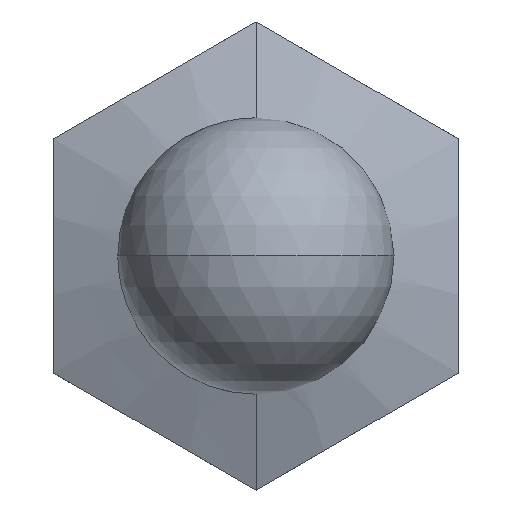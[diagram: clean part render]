
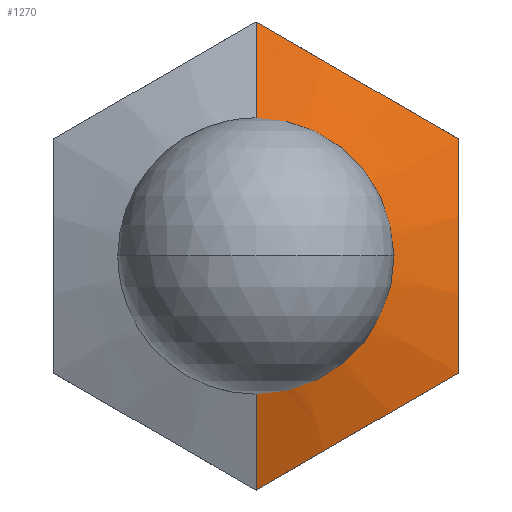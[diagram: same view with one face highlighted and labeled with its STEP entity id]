
A CAD part, front view. The second image highlights one B-rep face of the part: STEP entity #1270.
In plain terms, the highlighted conical face has half-angle 70 degrees and reference radius 12.7 mm.
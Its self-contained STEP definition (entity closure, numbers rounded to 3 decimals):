
#24 = AXIS2_PLACEMENT_3D ( 'NONE', #542, #541, #538 ) ;
#35 = AXIS2_PLACEMENT_3D ( 'NONE', #643, #641, #640 ) ;
#66 = AXIS2_PLACEMENT_3D ( 'NONE', #410, #409, #411 ) ;
#101 = AXIS2_PLACEMENT_3D ( 'NONE', #595, #250, #679 ) ;
#106 = AXIS2_PLACEMENT_3D ( 'NONE', #293, #286, #284 ) ;
#113 = EDGE_CURVE ( 'NONE', #1225, #1123, #1064, .T. ) ;
#115 = EDGE_CURVE ( 'NONE', #1225, #1083, #1310, .T. ) ;
#125 = EDGE_CURVE ( 'NONE', #968, #1094, #908, .T. ) ;
#133 = EDGE_CURVE ( 'NONE', #1094, #1123, #1155, .T. ) ;
#134 = EDGE_CURVE ( 'NONE', #968, #1249, #1182, .T. ) ;
#151 = EDGE_CURVE ( 'NONE', #1199, #1083, #1013, .T. ) ;
#155 = EDGE_CURVE ( 'NONE', #1240, #988, #845, .T. ) ;
#168 = EDGE_CURVE ( 'NONE', #1199, #988, #1290, .T. ) ;
#174 = AXIS2_PLACEMENT_3D ( 'NONE', #245, #241, #238 ) ;
#190 = EDGE_CURVE ( 'NONE', #1240, #1180, #1295, .T. ) ;
#194 = EDGE_CURVE ( 'NONE', #1249, #1180, #1194, .T. ) ;
#219 = CARTESIAN_POINT ( 'NONE',  ( 10.997, -8.061, -6.353 ) ) ;
#225 = CARTESIAN_POINT ( 'NONE',  ( 10.081, -8.254, -6.882 ) ) ;
#231 = CARTESIAN_POINT ( 'NONE',  ( 11., -8.68, -1.049 ) ) ;
#238 = DIRECTION ( 'NONE',  ( 0., 0., 1. ) ) ;
#241 = DIRECTION ( 'NONE',  ( 0., 1., 0. ) ) ;
#244 = CARTESIAN_POINT ( 'NONE',  ( 0.919, -8.254, -12.171 ) ) ;
#245 = CARTESIAN_POINT ( 'NONE',  ( 0., -8.061, 0. ) ) ;
#250 = DIRECTION ( 'NONE',  ( 0., 1., 0. ) ) ;
#251 = CARTESIAN_POINT ( 'NONE',  ( 11., -8.41, -4.231 ) ) ;
#253 = CARTESIAN_POINT ( 'NONE',  ( 5.5, -8.737, -9.526 ) ) ;
#259 = DIRECTION ( 'NONE',  ( 0., 0.342, -0.94 ) ) ;
#263 = CARTESIAN_POINT ( 'NONE',  ( 9.165, -8.41, -7.41 ) ) ;
#284 = DIRECTION ( 'NONE',  ( 0., 0., 1. ) ) ;
#286 = DIRECTION ( 'NONE',  ( 0., 1., 0. ) ) ;
#292 = CARTESIAN_POINT ( 'NONE',  ( 1.835, -8.41, -11.642 ) ) ;
#293 = CARTESIAN_POINT ( 'NONE',  ( 0., -10.5, 0. ) ) ;
#312 = CARTESIAN_POINT ( 'NONE',  ( 0.003, -8.061, -12.7 ) ) ;
#409 = DIRECTION ( 'NONE',  ( 0., 1., 0. ) ) ;
#410 = CARTESIAN_POINT ( 'NONE',  ( 0., -8.061, 0. ) ) ;
#411 = DIRECTION ( 'NONE',  ( 0., 0., 1. ) ) ;
#457 = CARTESIAN_POINT ( 'NONE',  ( 11., -8.061, 6.347 ) ) ;
#462 = CARTESIAN_POINT ( 'NONE',  ( 11., -8.624, -2.109 ) ) ;
#487 = CARTESIAN_POINT ( 'NONE',  ( 11., -8.061, -6.347 ) ) ;
#489 = CARTESIAN_POINT ( 'NONE',  ( 7.332, -8.624, -8.468 ) ) ;
#493 = CARTESIAN_POINT ( 'NONE',  ( 11., -8.253, -5.295 ) ) ;
#507 = CARTESIAN_POINT ( 'NONE',  ( 3.668, -8.624, -10.584 ) ) ;
#515 = CARTESIAN_POINT ( 'NONE',  ( 11., -8.409, 4.238 ) ) ;
#538 = DIRECTION ( 'NONE',  ( 0., 0., 1. ) ) ;
#541 = DIRECTION ( 'NONE',  ( 0., 1., 0. ) ) ;
#542 = CARTESIAN_POINT ( 'NONE',  ( 0., -8.061, 0. ) ) ;
#543 = CARTESIAN_POINT ( 'NONE',  ( 0., -8.061, 12.7 ) ) ;
#549 = CARTESIAN_POINT ( 'NONE',  ( 0.003, -8.061, -12.7 ) ) ;
#550 = CARTESIAN_POINT ( 'NONE',  ( 10.997, -8.061, 6.353 ) ) ;
#556 = CARTESIAN_POINT ( 'NONE',  ( 11., -8.061, -6.347 ) ) ;
#560 = CARTESIAN_POINT ( 'NONE',  ( 0.003, -8.061, 12.7 ) ) ;
#567 = CARTESIAN_POINT ( 'NONE',  ( 0., -10.5, -6. ) ) ;
#568 = CARTESIAN_POINT ( 'NONE',  ( 0., -8.061, -12.7 ) ) ;
#578 = CARTESIAN_POINT ( 'NONE',  ( 10.997, -8.061, -6.353 ) ) ;
#589 = CARTESIAN_POINT ( 'NONE',  ( 0., -10.5, 6. ) ) ;
#593 = CARTESIAN_POINT ( 'NONE',  ( 11., -8.061, 6.347 ) ) ;
#595 = CARTESIAN_POINT ( 'NONE',  ( 0., -8.061, 0. ) ) ;
#599 = CARTESIAN_POINT ( 'NONE',  ( 11., -8.253, 5.294 ) ) ;
#640 = DIRECTION ( 'NONE',  ( 0., 0., 1. ) ) ;
#641 = DIRECTION ( 'NONE',  ( 0., 1., 0. ) ) ;
#643 = CARTESIAN_POINT ( 'NONE',  ( 0., -8.061, 0. ) ) ;
#651 = CARTESIAN_POINT ( 'NONE',  ( 11., -8.68, 1.069 ) ) ;
#669 = CARTESIAN_POINT ( 'NONE',  ( 0.003, -8.061, 12.7 ) ) ;
#670 = CARTESIAN_POINT ( 'NONE',  ( 0.919, -8.254, 12.171 ) ) ;
#677 = CARTESIAN_POINT ( 'NONE',  ( 1.835, -8.41, 11.642 ) ) ;
#679 = DIRECTION ( 'NONE',  ( 0., 0., 1. ) ) ;
#681 = CARTESIAN_POINT ( 'NONE',  ( 3.668, -8.624, 10.584 ) ) ;
#682 = CARTESIAN_POINT ( 'NONE',  ( 5.5, -8.737, 9.526 ) ) ;
#683 = CARTESIAN_POINT ( 'NONE',  ( 7.332, -8.624, 8.468 ) ) ;
#684 = CARTESIAN_POINT ( 'NONE',  ( 10.997, -8.061, 6.353 ) ) ;
#695 = CARTESIAN_POINT ( 'NONE',  ( 9.165, -8.41, 7.41 ) ) ;
#696 = CARTESIAN_POINT ( 'NONE',  ( 10.081, -8.254, 6.882 ) ) ;
#698 = CARTESIAN_POINT ( 'NONE',  ( 0., -8.061, -12.7 ) ) ;
#727 = CARTESIAN_POINT ( 'NONE',  ( 0., -8.061, 12.7 ) ) ;
#735 = DIRECTION ( 'NONE',  ( 0., 0.342, 0.94 ) ) ;
#743 = CARTESIAN_POINT ( 'NONE',  ( 11., -8.623, 2.126 ) ) ;
#771 = ORIENTED_EDGE ( 'NONE', *, *, #168, .T. ) ;
#773 = ORIENTED_EDGE ( 'NONE', *, *, #155, .F. ) ;
#789 = ORIENTED_EDGE ( 'NONE', *, *, #134, .F. ) ;
#839 = VECTOR ( 'NONE', #735, 1000. ) ;
#843 = ORIENTED_EDGE ( 'NONE', *, *, #113, .F. ) ;
#845 = CIRCLE ( 'NONE', #24, 12.7 ) ;
#885 = ORIENTED_EDGE ( 'NONE', *, *, #194, .F. ) ;
#908 = CIRCLE ( 'NONE', #106, 6. ) ;
#968 = VERTEX_POINT ( 'NONE', #589 ) ;
#979 = ORIENTED_EDGE ( 'NONE', *, *, #190, .T. ) ;
#988 = VERTEX_POINT ( 'NONE', #593 ) ;
#1010 = ORIENTED_EDGE ( 'NONE', *, *, #125, .T. ) ;
#1013 = CIRCLE ( 'NONE', #101, 12.7 ) ;
#1030 = VECTOR ( 'NONE', #259, 1000. ) ;
#1058 = CONICAL_SURFACE ( 'NONE', #66, 12.7, 1.222 ) ;
#1064 = CIRCLE ( 'NONE', #174, 12.7 ) ;
#1069 = ORIENTED_EDGE ( 'NONE', *, *, #133, .T. ) ;
#1083 = VERTEX_POINT ( 'NONE', #578 ) ;
#1094 = VERTEX_POINT ( 'NONE', #567 ) ;
#1100 = EDGE_LOOP ( 'NONE', ( #1010, #1069, #843, #1116, #1156, #771, #773, #979, #885, #789 ) ) ;
#1116 = ORIENTED_EDGE ( 'NONE', *, *, #115, .T. ) ;
#1119 = FACE_OUTER_BOUND ( 'NONE', #1100, .T. ) ;
#1123 = VERTEX_POINT ( 'NONE', #568 ) ;
#1155 = LINE ( 'NONE', #698, #1030 ) ;
#1156 = ORIENTED_EDGE ( 'NONE', *, *, #151, .F. ) ;
#1180 = VERTEX_POINT ( 'NONE', #560 ) ;
#1182 = LINE ( 'NONE', #727, #839 ) ;
#1194 = CIRCLE ( 'NONE', #35, 12.7 ) ;
#1199 = VERTEX_POINT ( 'NONE', #556 ) ;
#1225 = VERTEX_POINT ( 'NONE', #549 ) ;
#1240 = VERTEX_POINT ( 'NONE', #550 ) ;
#1249 = VERTEX_POINT ( 'NONE', #543 ) ;
#1270 = ADVANCED_FACE ( 'NONE', ( #1119 ), #1058, .T. ) ;
#1290 = B_SPLINE_CURVE_WITH_KNOTS ( 'NONE', 3,
 ( #487, #493, #251, #462, #231, #651, #743, #515, #599, #457 ),
 .UNSPECIFIED., .F., .F.,
 ( 4, 2, 2, 2, 4 ),
 ( 0.011, 0.014, 0.017, 0.02, 0.023 ),
 .UNSPECIFIED. ) ;
#1295 = B_SPLINE_CURVE_WITH_KNOTS ( 'NONE', 3,
 ( #684, #696, #695, #683, #682, #681, #677, #670, #669 ),
 .UNSPECIFIED., .F., .F.,
 ( 4, 2, 1, 2, 4 ),
 ( 0., 0.003, 0.006, 0.01, 0.013 ),
 .UNSPECIFIED. ) ;
#1310 = B_SPLINE_CURVE_WITH_KNOTS ( 'NONE', 3,
 ( #312, #244, #292, #507, #253, #489, #263, #225, #219 ),
 .UNSPECIFIED., .F., .F.,
 ( 4, 2, 1, 2, 4 ),
 ( 0., 0.003, 0.006, 0.01, 0.013 ),
 .UNSPECIFIED. ) ;
